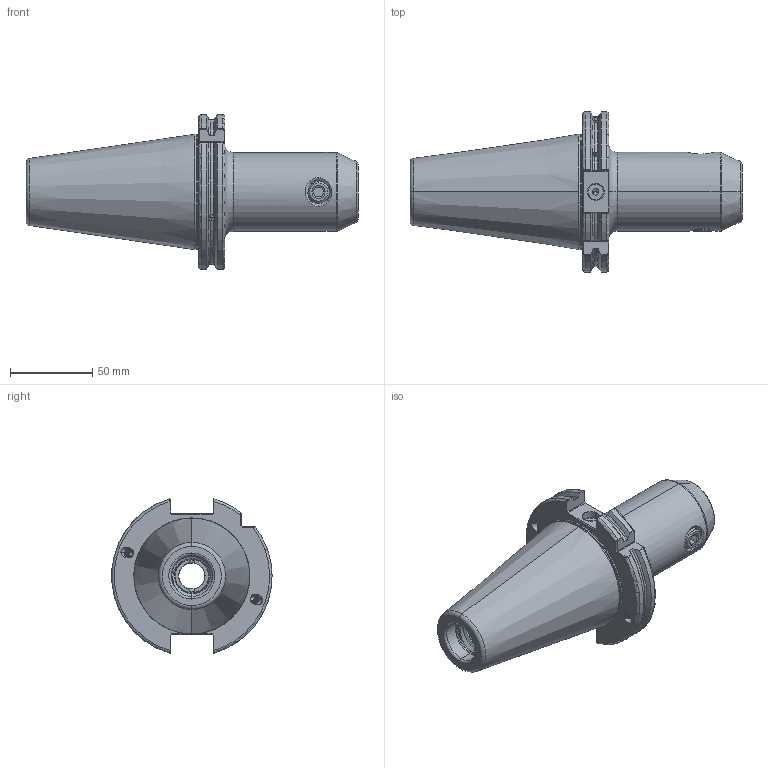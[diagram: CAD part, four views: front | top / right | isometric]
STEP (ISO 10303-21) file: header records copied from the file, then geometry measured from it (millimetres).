
FILE_DESCRIPTION (( 'STEP AP203' ), '1' );
FILE_NAME ('503.04.16.1.K.STEP', '2016-11-25T08:29:35', ( '' ), ( '' ), 'SwSTEP 2.0', 'SolidWorks 2012', '' );
FILE_SCHEMA (( 'CONFIG_CONTROL_DESIGN' ));
Length unit declared in the file: millimetre
Products named in the file (4): 503.04.16.1.K; 側固14_M14x2_16L; 2-02511015U1_d15.8x2.4(側固出水16)
Assembly tree (3 placements, depth 2):
  503.04.16.1.K
    503.04.16.1.K
    2-02511015U1_d15.8x2.4(側固出水16)
    側固14_M14x2_16L
Bounding box: 201.75 x 97.33 x 93.81 mm (x, y, z)
Volume: 436721.8 mm3; surface area: 65500.6 mm2
Topology: 3 solids, 3 shells, 365 faces, 974 edges, 607 vertices
Faces by surface type: cylinder 148, plane 81, torus 50, bspline 43, cone 41, sphere 2
Entity records: 31034 total; most frequent: CARTESIAN_POINT 22643, ORIENTED_EDGE 1916, DIRECTION 1380, EDGE_CURVE 958, VERTEX_POINT 607, AXIS2_PLACEMENT_3D 547, EDGE_LOOP 387, ADVANCED_FACE 365
